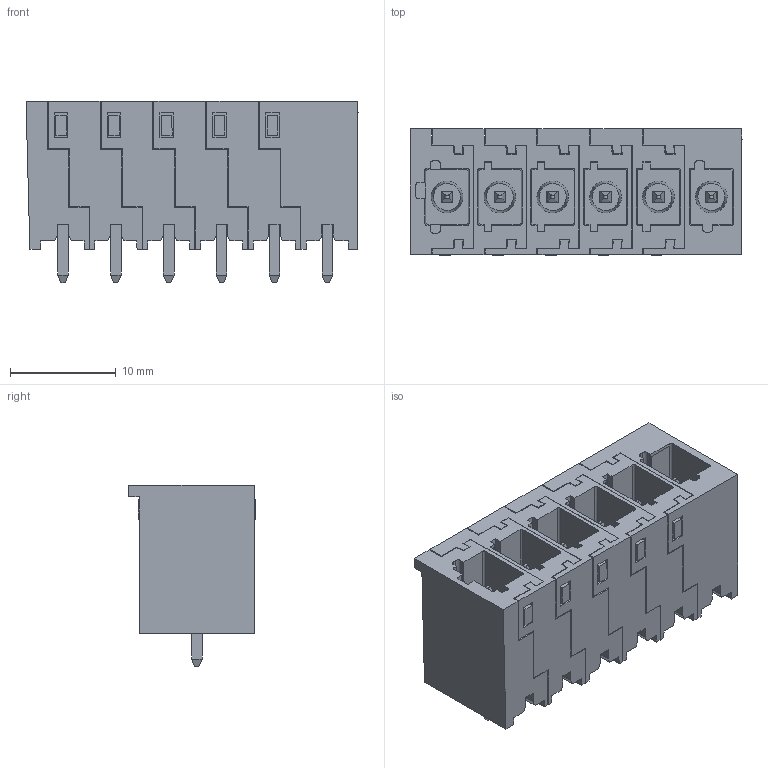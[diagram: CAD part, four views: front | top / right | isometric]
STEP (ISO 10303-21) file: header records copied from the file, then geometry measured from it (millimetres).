
FILE_DESCRIPTION(('CATIA V5 STEP Exchange','CAx-IF Rec.Pracs.--- Model Styling and Organization---1.4--- 2014-01-23'),'2;1');
FILE_NAME ('1328206-3_0_8000072438_8000072438.stp','2022-05-03T11:25:20+00:00',('none'),('Weidmueller'),'CATIA Version 5-6 Release 2016 SP3 HF44','CATIA V5 STEP AP214','none');
FILE_SCHEMA(('AUTOMOTIVE_DESIGN { 1 0 10303 214 1 1 1 1 }'));
Length unit declared in the file: millimetre
Products named in the file (1): 8000072438
Bounding box: 31.4 x 11.98 x 17.15 mm (x, y, z)
Volume: 3249.6 mm3; surface area: 6413 mm2
Topology: 12 solids, 12 shells, 696 faces, 1909 edges, 1248 vertices
Faces by surface type: plane 632, cylinder 52, cone 12
Entity records: 22123 total; most frequent: CARTESIAN_POINT 4490, ORIENTED_EDGE 3818, DIRECTION 3253, EDGE_CURVE 1909, VECTOR 1781, LINE 1781, VERTEX_POINT 1248, AXIS2_PLACEMENT_3D 777
